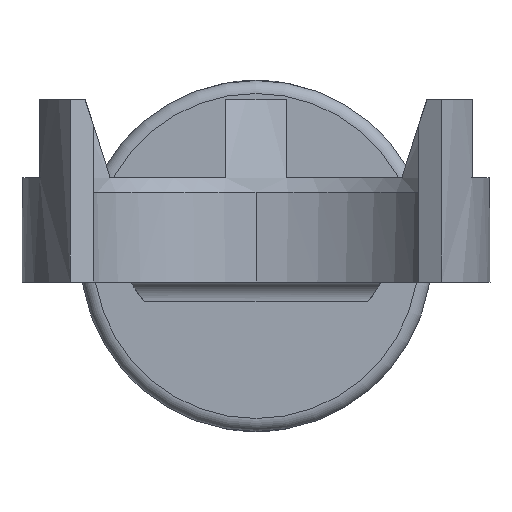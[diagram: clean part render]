
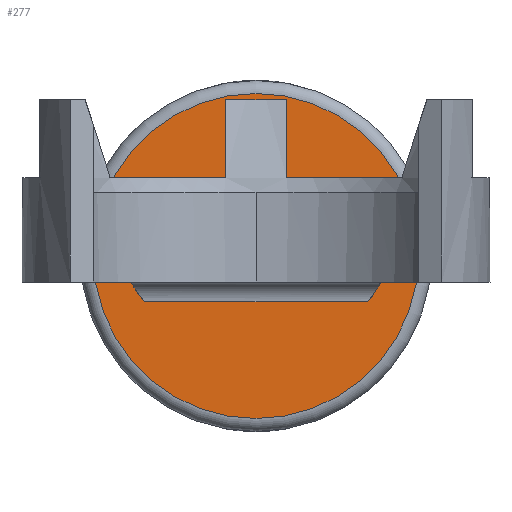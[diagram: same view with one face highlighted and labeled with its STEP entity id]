
A CAD part, left-side view. The second image highlights one B-rep face of the part: STEP entity #277.
In plain terms, the highlighted planar face has unit normal (-1, 0, 0).
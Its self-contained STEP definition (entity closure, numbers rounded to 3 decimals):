
#216=CARTESIAN_POINT('',(28.04,0.,2.));
#217=DIRECTION('',(-1.,0.,0.));
#218=DIRECTION('',(-0.,-1.,0.));
#219=AXIS2_PLACEMENT_3D('',#216,#217,#218);
#220=PLANE('',#219);
#221=CARTESIAN_POINT('',(28.04,-12.5,2.));
#222=VERTEX_POINT('',#221);
#223=CARTESIAN_POINT('',(28.04,12.5,2.));
#224=VERTEX_POINT('',#223);
#225=CARTESIAN_POINT('',(28.04,0.,2.));
#226=DIRECTION('',(-1.,0.,0.));
#227=DIRECTION('',(-0.,-1.,0.));
#228=AXIS2_PLACEMENT_3D('',#225,#226,#227);
#229=CIRCLE('',#228,12.5);
#230=EDGE_CURVE('',#222,#224,#229,.T.);
#231=ORIENTED_EDGE('',*,*,#230,.T.);
#232=CARTESIAN_POINT('',(28.04,0.,2.));
#233=DIRECTION('',(-1.,0.,0.));
#234=DIRECTION('',(-0.,-1.,0.));
#235=AXIS2_PLACEMENT_3D('',#232,#233,#234);
#236=CIRCLE('',#235,12.5);
#237=EDGE_CURVE('',#224,#222,#236,.T.);
#238=ORIENTED_EDGE('',*,*,#237,.T.);
#239=EDGE_LOOP('',(#231,#238));
#240=FACE_BOUND('',#239,.T.);
#241=CARTESIAN_POINT('',(28.04,8.571,5.5));
#242=VERTEX_POINT('',#241);
#243=CARTESIAN_POINT('',(28.04,-8.571,5.5));
#244=VERTEX_POINT('',#243);
#245=CARTESIAN_POINT('',(28.04,8.571,5.5));
#246=DIRECTION('',(0.,-1.,0.));
#247=VECTOR('',#246,17.141);
#248=LINE('',#245,#247);
#249=EDGE_CURVE('',#242,#244,#248,.T.);
#250=ORIENTED_EDGE('',*,*,#249,.T.);
#251=CARTESIAN_POINT('',(28.04,-8.571,-1.5));
#252=VERTEX_POINT('',#251);
#253=CARTESIAN_POINT('',(28.04,-5.,2.));
#254=DIRECTION('',(1.,-0.,0.));
#255=DIRECTION('',(0.,1.,0.));
#256=AXIS2_PLACEMENT_3D('',#253,#254,#255);
#257=CIRCLE('',#256,5.);
#258=EDGE_CURVE('',#244,#252,#257,.T.);
#259=ORIENTED_EDGE('',*,*,#258,.T.);
#260=CARTESIAN_POINT('',(28.04,8.571,-1.5));
#261=VERTEX_POINT('',#260);
#262=CARTESIAN_POINT('',(28.04,-8.571,-1.5));
#263=DIRECTION('',(0.,1.,0.));
#264=VECTOR('',#263,17.141);
#265=LINE('',#262,#264);
#266=EDGE_CURVE('',#252,#261,#265,.T.);
#267=ORIENTED_EDGE('',*,*,#266,.T.);
#268=CARTESIAN_POINT('',(28.04,5.,2.));
#269=DIRECTION('',(1.,-0.,0.));
#270=DIRECTION('',(-0.,-1.,0.));
#271=AXIS2_PLACEMENT_3D('',#268,#269,#270);
#272=CIRCLE('',#271,5.);
#273=EDGE_CURVE('',#261,#242,#272,.T.);
#274=ORIENTED_EDGE('',*,*,#273,.T.);
#275=EDGE_LOOP('',(#250,#259,#267,#274));
#276=FACE_BOUND('',#275,.T.);
#277=ADVANCED_FACE('',(#240,#276),#220,.T.);
